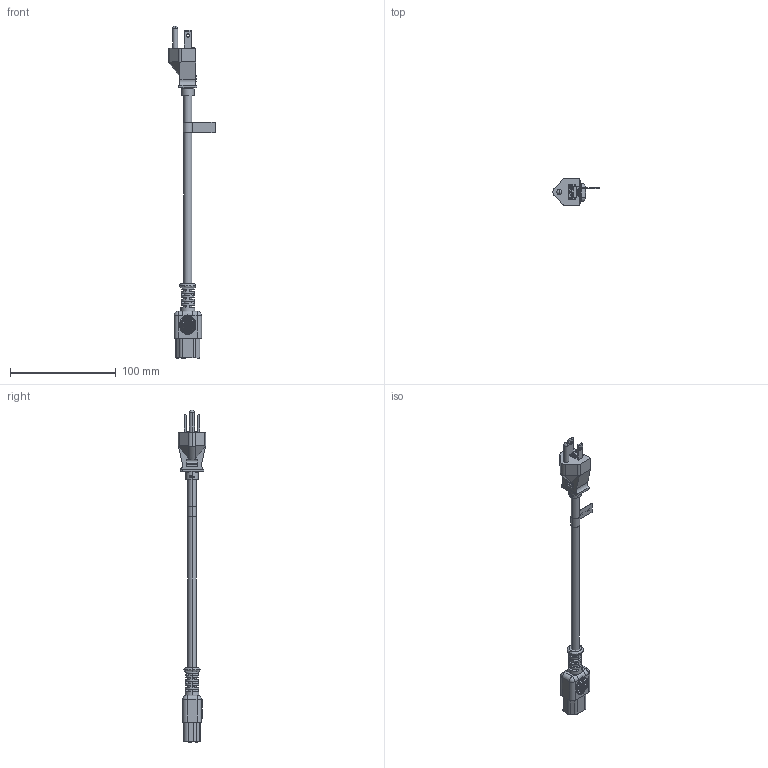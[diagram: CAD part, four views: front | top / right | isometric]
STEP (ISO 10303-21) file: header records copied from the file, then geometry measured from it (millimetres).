
FILE_DESCRIPTION (( 'STEP AP203' ), '1' );
FILE_NAME ('11-00024_revA.STEP', '2016-11-07T23:04:08', ( '' ), ( '' ), 'SwSTEP 2.0', 'SolidWorks 2015', '' );
FILE_SCHEMA (( 'CONFIG_CONTROL_DESIGN' ));
Length unit declared in the file: millimetre
Products named in the file (4): TLY-18; TLY-13; 11-00024_revA; 30-00248 with label
Assembly tree (3 placements, depth 2):
  11-00024_revA
    30-00248 with label
    TLY-13
    TLY-18
Bounding box: 43.79 x 25.8 x 314 mm (x, y, z)
Volume: 47104.3 mm3; surface area: 33562.6 mm2
Topology: 11 solids, 11 shells, 1532 faces, 4099 edges, 2670 vertices
Faces by surface type: plane 1229, bspline 161, cylinder 116, torus 12, cone 10, sphere 4
Entity records: 53839 total; most frequent: CARTESIAN_POINT 16579, ORIENTED_EDGE 8182, DIRECTION 6614, EDGE_CURVE 4091, LINE 3318, VECTOR 3318, VERTEX_POINT 2670, AXIS2_PLACEMENT_3D 1648
